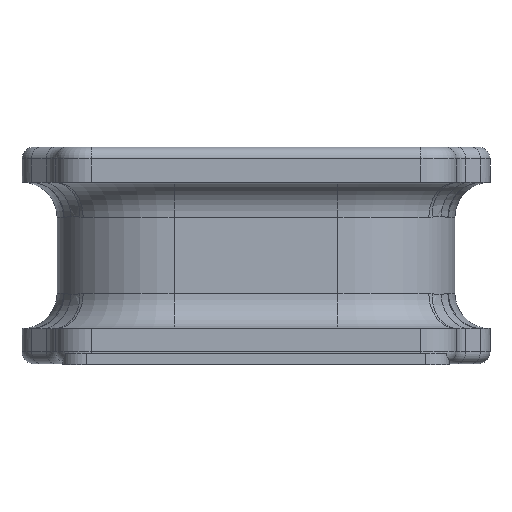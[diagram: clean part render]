
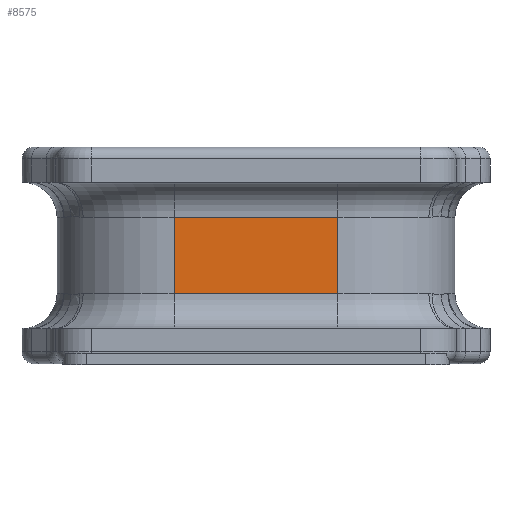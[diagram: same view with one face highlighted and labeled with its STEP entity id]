
A CAD part, left-side view. The second image highlights one B-rep face of the part: STEP entity #8575.
In plain terms, the highlighted planar face has unit normal (-1, 0, 0).
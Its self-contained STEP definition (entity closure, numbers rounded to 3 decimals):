
#8072 = CYLINDRICAL_SURFACE('',#8073,0.3);
#8073 = AXIS2_PLACEMENT_3D('',#8074,#8075,#8076);
#8074 = CARTESIAN_POINT('',(-2.,0.,
    1.26));
#8075 = DIRECTION('',(0.,1.,0.));
#8076 = DIRECTION('',(0.,0.,-1.));
#8487 = CYLINDRICAL_SURFACE('',#8488,1.);
#8488 = AXIS2_PLACEMENT_3D('',#8489,#8490,#8491);
#8489 = CARTESIAN_POINT('',(-0.7,0.7,
    1.56));
#8490 = DIRECTION('',(0.,0.,-1.));
#8491 = DIRECTION('',(0.,-1.,-0.));
#8575 = ADVANCED_FACE('',(#8576),#8590,.F.);
#8576 = FACE_BOUND('',#8577,.T.);
#8577 = EDGE_LOOP('',(#8578,#8613,#8636,#8659));
#8578 = ORIENTED_EDGE('',*,*,#8579,.T.);
#8579 = EDGE_CURVE('',#8580,#8582,#8584,.T.);
#8580 = VERTEX_POINT('',#8581);
#8581 = CARTESIAN_POINT('',(-1.7,-0.7,
    0.61));
#8582 = VERTEX_POINT('',#8583);
#8583 = CARTESIAN_POINT('',(-1.7,-0.7,
    1.26));
#8584 = SURFACE_CURVE('',#8585,(#8589,#8601),.PCURVE_S1.);
#8585 = LINE('',#8586,#8587);
#8586 = CARTESIAN_POINT('',(-1.7,-0.7,
    1.56));
#8587 = VECTOR('',#8588,1.);
#8588 = DIRECTION('',(0.,0.,1.));
#8589 = PCURVE('',#8590,#8595);
#8590 = PLANE('',#8591);
#8591 = AXIS2_PLACEMENT_3D('',#8592,#8593,#8594);
#8592 = CARTESIAN_POINT('',(-1.7,-1.7,
    1.56));
#8593 = DIRECTION('',(1.,0.,0.));
#8594 = DIRECTION('',(0.,0.,-1.));
#8595 = DEFINITIONAL_REPRESENTATION('',(#8596),#8600);
#8596 = LINE('',#8597,#8598);
#8597 = CARTESIAN_POINT('',(0.,1.));
#8598 = VECTOR('',#8599,1.);
#8599 = DIRECTION('',(-1.,0.));
#8600 = ( GEOMETRIC_REPRESENTATION_CONTEXT(2) 
PARAMETRIC_REPRESENTATION_CONTEXT() REPRESENTATION_CONTEXT('2D SPACE',''
  ) );
#8601 = PCURVE('',#8602,#8607);
#8602 = CYLINDRICAL_SURFACE('',#8603,1.);
#8603 = AXIS2_PLACEMENT_3D('',#8604,#8605,#8606);
#8604 = CARTESIAN_POINT('',(-0.7,-0.7,
    1.56));
#8605 = DIRECTION('',(0.,0.,-1.));
#8606 = DIRECTION('',(0.,-1.,-0.));
#8607 = DEFINITIONAL_REPRESENTATION('',(#8608),#8612);
#8608 = LINE('',#8609,#8610);
#8609 = CARTESIAN_POINT('',(1.571,0.));
#8610 = VECTOR('',#8611,1.);
#8611 = DIRECTION('',(0.,-1.));
#8612 = ( GEOMETRIC_REPRESENTATION_CONTEXT(2) 
PARAMETRIC_REPRESENTATION_CONTEXT() REPRESENTATION_CONTEXT('2D SPACE',''
  ) );
#8613 = ORIENTED_EDGE('',*,*,#8614,.T.);
#8614 = EDGE_CURVE('',#8582,#8615,#8617,.T.);
#8615 = VERTEX_POINT('',#8616);
#8616 = CARTESIAN_POINT('',(-1.7,0.7,1.26
    ));
#8617 = SURFACE_CURVE('',#8618,(#8622,#8629),.PCURVE_S1.);
#8618 = LINE('',#8619,#8620);
#8619 = CARTESIAN_POINT('',(-1.7,0.7,1.26
    ));
#8620 = VECTOR('',#8621,1.);
#8621 = DIRECTION('',(0.,1.,0.));
#8622 = PCURVE('',#8590,#8623);
#8623 = DEFINITIONAL_REPRESENTATION('',(#8624),#8628);
#8624 = LINE('',#8625,#8626);
#8625 = CARTESIAN_POINT('',(0.3,2.4));
#8626 = VECTOR('',#8627,1.);
#8627 = DIRECTION('',(0.,1.));
#8628 = ( GEOMETRIC_REPRESENTATION_CONTEXT(2) 
PARAMETRIC_REPRESENTATION_CONTEXT() REPRESENTATION_CONTEXT('2D SPACE',''
  ) );
#8629 = PCURVE('',#8072,#8630);
#8630 = DEFINITIONAL_REPRESENTATION('',(#8631),#8635);
#8631 = LINE('',#8632,#8633);
#8632 = CARTESIAN_POINT('',(4.712,0.7));
#8633 = VECTOR('',#8634,1.);
#8634 = DIRECTION('',(0.,1.));
#8635 = ( GEOMETRIC_REPRESENTATION_CONTEXT(2) 
PARAMETRIC_REPRESENTATION_CONTEXT() REPRESENTATION_CONTEXT('2D SPACE',''
  ) );
#8636 = ORIENTED_EDGE('',*,*,#8637,.T.);
#8637 = EDGE_CURVE('',#8615,#8638,#8640,.T.);
#8638 = VERTEX_POINT('',#8639);
#8639 = CARTESIAN_POINT('',(-1.7,0.7,
    0.61));
#8640 = SURFACE_CURVE('',#8641,(#8645,#8652),.PCURVE_S1.);
#8641 = LINE('',#8642,#8643);
#8642 = CARTESIAN_POINT('',(-1.7,0.7,
    1.56));
#8643 = VECTOR('',#8644,1.);
#8644 = DIRECTION('',(0.,0.,-1.));
#8645 = PCURVE('',#8590,#8646);
#8646 = DEFINITIONAL_REPRESENTATION('',(#8647),#8651);
#8647 = LINE('',#8648,#8649);
#8648 = CARTESIAN_POINT('',(0.,2.4));
#8649 = VECTOR('',#8650,1.);
#8650 = DIRECTION('',(1.,0.));
#8651 = ( GEOMETRIC_REPRESENTATION_CONTEXT(2) 
PARAMETRIC_REPRESENTATION_CONTEXT() REPRESENTATION_CONTEXT('2D SPACE',''
  ) );
#8652 = PCURVE('',#8487,#8653);
#8653 = DEFINITIONAL_REPRESENTATION('',(#8654),#8658);
#8654 = LINE('',#8655,#8656);
#8655 = CARTESIAN_POINT('',(1.571,0.));
#8656 = VECTOR('',#8657,1.);
#8657 = DIRECTION('',(0.,1.));
#8658 = ( GEOMETRIC_REPRESENTATION_CONTEXT(2) 
PARAMETRIC_REPRESENTATION_CONTEXT() REPRESENTATION_CONTEXT('2D SPACE',''
  ) );
#8659 = ORIENTED_EDGE('',*,*,#8660,.T.);
#8660 = EDGE_CURVE('',#8638,#8580,#8661,.T.);
#8661 = SURFACE_CURVE('',#8662,(#8666,#8673),.PCURVE_S1.);
#8662 = LINE('',#8663,#8664);
#8663 = CARTESIAN_POINT('',(-1.7,-1.7,
    0.61));
#8664 = VECTOR('',#8665,1.);
#8665 = DIRECTION('',(0.,-1.,0.));
#8666 = PCURVE('',#8590,#8667);
#8667 = DEFINITIONAL_REPRESENTATION('',(#8668),#8672);
#8668 = LINE('',#8669,#8670);
#8669 = CARTESIAN_POINT('',(0.95,0.));
#8670 = VECTOR('',#8671,1.);
#8671 = DIRECTION('',(-0.,-1.));
#8672 = ( GEOMETRIC_REPRESENTATION_CONTEXT(2) 
PARAMETRIC_REPRESENTATION_CONTEXT() REPRESENTATION_CONTEXT('2D SPACE',''
  ) );
#8673 = PCURVE('',#8674,#8679);
#8674 = CYLINDRICAL_SURFACE('',#8675,0.3);
#8675 = AXIS2_PLACEMENT_3D('',#8676,#8677,#8678);
#8676 = CARTESIAN_POINT('',(-2.,-1.7,
    0.61));
#8677 = DIRECTION('',(0.,-1.,0.));
#8678 = DIRECTION('',(0.,0.,1.));
#8679 = DEFINITIONAL_REPRESENTATION('',(#8680),#8684);
#8680 = LINE('',#8681,#8682);
#8681 = CARTESIAN_POINT('',(4.712,0.));
#8682 = VECTOR('',#8683,1.);
#8683 = DIRECTION('',(0.,1.));
#8684 = ( GEOMETRIC_REPRESENTATION_CONTEXT(2) 
PARAMETRIC_REPRESENTATION_CONTEXT() REPRESENTATION_CONTEXT('2D SPACE',''
  ) );
